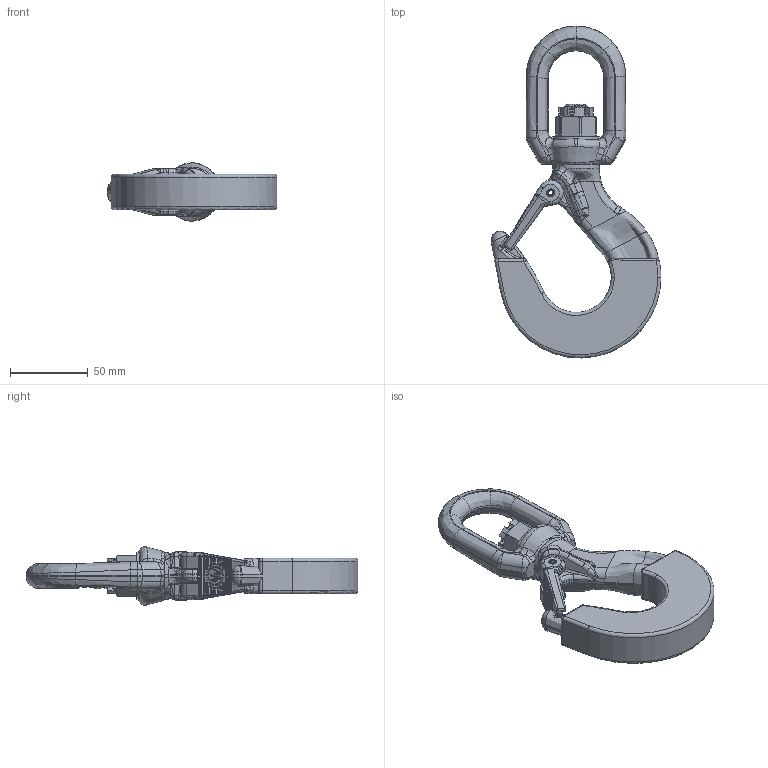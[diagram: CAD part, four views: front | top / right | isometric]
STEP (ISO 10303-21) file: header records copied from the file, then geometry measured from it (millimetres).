
FILE_DESCRIPTION (( 'STEP AP203' ), '1' );
FILE_NAME ('20241028_WHKS 8-10.STEP', '2024-10-28T08:39:18', ( '' ), ( '' ), 'SwSTEP 2.0', 'SolidWorks 2024', '' );
FILE_SCHEMA (( 'CONFIG_CONTROL_DESIGN' ));
Length unit declared in the file: millimetre
Products named in the file (7): WS8_20181127_AHWS 10 mit Scheibe bearbeitet<Wie bearbeitet>; WHKS8_Stepversion_whks8 bearbeitet; Spannstifte_05x30; KronenmutterDIN935_Tabelle_M16; 20241028_WHKS 8-10; SHS-Gleitscheibe_Tabelle_NG08 (30x17x2,75); GHKSchnepper8_20160414
Assembly tree (6 placements, depth 2):
  20241028_WHKS 8-10
    WHKS8_Stepversion_whks8 bearbeitet
    WS8_20181127_AHWS 10 mit Scheibe bearbeitet<Wie bearbeitet>
    GHKSchnepper8_20160414
    SHS-Gleitscheibe_Tabelle_NG08 (30x17x2,75)
    KronenmutterDIN935_Tabelle_M16
    Spannstifte_05x30
Bounding box: 109.33 x 213.64 x 37.59 mm (x, y, z)
Volume: 196281.1 mm3; surface area: 49273.5 mm2
Topology: 6 solids, 6 shells, 1540 faces, 3842 edges, 2306 vertices
Faces by surface type: bspline 554, plane 432, cylinder 302, torus 120, cone 94, sphere 38
Entity records: 78434 total; most frequent: CARTESIAN_POINT 45957, ORIENTED_EDGE 7604, DIRECTION 5329, EDGE_CURVE 3802, VERTEX_POINT 2302, AXIS2_PLACEMENT_3D 1994, EDGE_LOOP 1582, ADVANCED_FACE 1540
